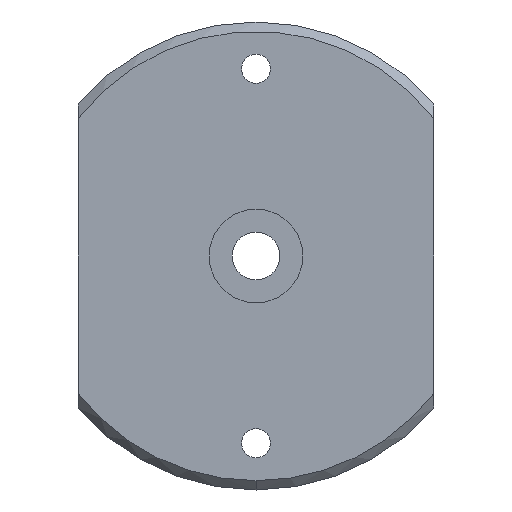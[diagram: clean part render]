
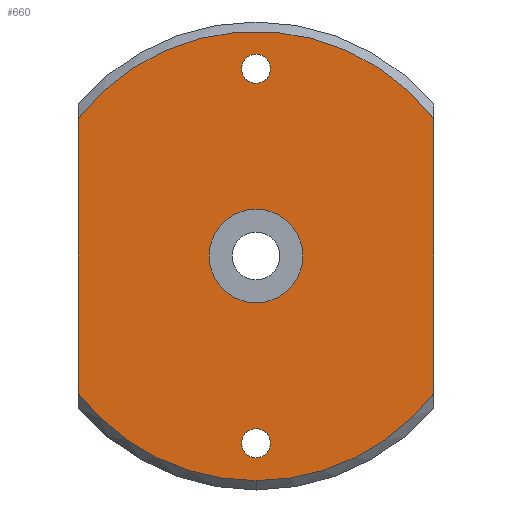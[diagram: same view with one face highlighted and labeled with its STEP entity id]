
A CAD part, left-side view. The second image highlights one B-rep face of the part: STEP entity #660.
In plain terms, the highlighted planar face has unit normal (-1, 0, 0).
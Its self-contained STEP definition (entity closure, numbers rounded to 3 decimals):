
#4 = DIRECTION ( 'NONE',  ( -1., 0., 0. ) ) ;
#5 = CIRCLE ( 'NONE', #547, 1.55 ) ;
#8 = ORIENTED_EDGE ( 'NONE', *, *, #530, .F. ) ;
#18 = VERTEX_POINT ( 'NONE', #1703 ) ;
#27 = CIRCLE ( 'NONE', #1004, 1.55 ) ;
#46 = CARTESIAN_POINT ( 'NONE',  ( 0., 0., -5. ) ) ;
#57 = CIRCLE ( 'NONE', #1408, 1.55 ) ;
#69 = DIRECTION ( 'NONE',  ( 0., 0., 1. ) ) ;
#87 = CIRCLE ( 'NONE', #1813, 1.55 ) ;
#100 = EDGE_CURVE ( 'NONE', #442, #1721, #440, .T. ) ;
#125 = DIRECTION ( 'NONE',  ( -1., 0., 0. ) ) ;
#159 = ORIENTED_EDGE ( 'NONE', *, *, #991, .F. ) ;
#187 = AXIS2_PLACEMENT_3D ( 'NONE', #403, #125, #1837 ) ;
#188 = VERTEX_POINT ( 'NONE', #252 ) ;
#221 = EDGE_CURVE ( 'NONE', #18, #336, #1324, .T. ) ;
#234 = ORIENTED_EDGE ( 'NONE', *, *, #100, .T. ) ;
#252 = CARTESIAN_POINT ( 'NONE',  ( 0., 0., 21.55 ) ) ;
#254 = CIRCLE ( 'NONE', #562, 5. ) ;
#265 = ORIENTED_EDGE ( 'NONE', *, *, #1305, .T. ) ;
#270 = CARTESIAN_POINT ( 'NONE',  ( 0., 0., 20. ) ) ;
#283 = DIRECTION ( 'NONE',  ( 0., 0., -1. ) ) ;
#292 = AXIS2_PLACEMENT_3D ( 'NONE', #1012, #308, #283 ) ;
#306 = FACE_BOUND ( 'NONE', #558, .T. ) ;
#308 = DIRECTION ( 'NONE',  ( 1., 0., 0. ) ) ;
#321 = DIRECTION ( 'NONE',  ( 0., 0., -1. ) ) ;
#336 = VERTEX_POINT ( 'NONE', #762 ) ;
#384 = VERTEX_POINT ( 'NONE', #1378 ) ;
#386 = VERTEX_POINT ( 'NONE', #1386 ) ;
#391 = EDGE_CURVE ( 'NONE', #1715, #563, #254, .T. ) ;
#396 = DIRECTION ( 'NONE',  ( -1., 0., 0. ) ) ;
#403 = CARTESIAN_POINT ( 'NONE',  ( 0., 0., 0. ) ) ;
#412 = CIRCLE ( 'NONE', #636, 24. ) ;
#431 = DIRECTION ( 'NONE',  ( 0., 0., -1. ) ) ;
#439 = LINE ( 'NONE', #1396, #1483 ) ;
#440 = CIRCLE ( 'NONE', #1269, 24. ) ;
#442 = VERTEX_POINT ( 'NONE', #515 ) ;
#458 = LINE ( 'NONE', #564, #1307 ) ;
#466 = ORIENTED_EDGE ( 'NONE', *, *, #830, .F. ) ;
#515 = CARTESIAN_POINT ( 'NONE',  ( 0., -19., 14.663 ) ) ;
#517 = EDGE_LOOP ( 'NONE', ( #1383, #1860 ) ) ;
#523 = CIRCLE ( 'NONE', #187, 5. ) ;
#526 = FACE_BOUND ( 'NONE', #517, .T. ) ;
#530 = EDGE_CURVE ( 'NONE', #1880, #188, #57, .T. ) ;
#545 = CARTESIAN_POINT ( 'NONE',  ( 0., 0., 0. ) ) ;
#547 = AXIS2_PLACEMENT_3D ( 'NONE', #1276, #396, #69 ) ;
#558 = EDGE_LOOP ( 'NONE', ( #1217, #8 ) ) ;
#562 = AXIS2_PLACEMENT_3D ( 'NONE', #805, #936, #1399 ) ;
#563 = VERTEX_POINT ( 'NONE', #711 ) ;
#564 = CARTESIAN_POINT ( 'NONE',  ( 0., -19., -29.042 ) ) ;
#635 = VERTEX_POINT ( 'NONE', #1868 ) ;
#636 = AXIS2_PLACEMENT_3D ( 'NONE', #839, #1154, #1130 ) ;
#660 = ADVANCED_FACE ( 'NONE', ( #526, #306, #701, #1414 ), #1728, .F. ) ;
#701 = FACE_BOUND ( 'NONE', #1496, .T. ) ;
#711 = CARTESIAN_POINT ( 'NONE',  ( 0., 0., 5. ) ) ;
#727 = DIRECTION ( 'NONE',  ( 0., 0., 1. ) ) ;
#744 = CARTESIAN_POINT ( 'NONE',  ( 0., 0., 18.45 ) ) ;
#762 = CARTESIAN_POINT ( 'NONE',  ( 0., -19., -14.663 ) ) ;
#767 = EDGE_CURVE ( 'NONE', #635, #1721, #439, .T. ) ;
#805 = CARTESIAN_POINT ( 'NONE',  ( 0., 0., 0. ) ) ;
#830 = EDGE_CURVE ( 'NONE', #386, #384, #5, .T. ) ;
#839 = CARTESIAN_POINT ( 'NONE',  ( 0., 0., 0. ) ) ;
#864 = DIRECTION ( 'NONE',  ( -1., 0., 0. ) ) ;
#868 = DIRECTION ( 'NONE',  ( -1., 0., 0. ) ) ;
#936 = DIRECTION ( 'NONE',  ( -1., 0., 0. ) ) ;
#974 = EDGE_CURVE ( 'NONE', #563, #1715, #523, .T. ) ;
#991 = EDGE_CURVE ( 'NONE', #442, #336, #458, .T. ) ;
#1001 = EDGE_CURVE ( 'NONE', #188, #1880, #87, .T. ) ;
#1004 = AXIS2_PLACEMENT_3D ( 'NONE', #1359, #1780, #1818 ) ;
#1012 = CARTESIAN_POINT ( 'NONE',  ( 0., 0., -25. ) ) ;
#1130 = DIRECTION ( 'NONE',  ( 0., 0., -1. ) ) ;
#1154 = DIRECTION ( 'NONE',  ( -1., 0., 0. ) ) ;
#1217 = ORIENTED_EDGE ( 'NONE', *, *, #1001, .F. ) ;
#1228 = CARTESIAN_POINT ( 'NONE',  ( 0., 19., 14.663 ) ) ;
#1252 = AXIS2_PLACEMENT_3D ( 'NONE', #545, #864, #431 ) ;
#1269 = AXIS2_PLACEMENT_3D ( 'NONE', #1330, #4, #321 ) ;
#1276 = CARTESIAN_POINT ( 'NONE',  ( 0., 0., -20. ) ) ;
#1297 = ORIENTED_EDGE ( 'NONE', *, *, #1753, .F. ) ;
#1303 = DIRECTION ( 'NONE',  ( -1., 0., 0. ) ) ;
#1305 = EDGE_CURVE ( 'NONE', #635, #18, #412, .T. ) ;
#1307 = VECTOR ( 'NONE', #1729, 1000. ) ;
#1324 = CIRCLE ( 'NONE', #1252, 24. ) ;
#1330 = CARTESIAN_POINT ( 'NONE',  ( 0., 0., 0. ) ) ;
#1359 = CARTESIAN_POINT ( 'NONE',  ( 0., 0., -20. ) ) ;
#1378 = CARTESIAN_POINT ( 'NONE',  ( 0., 0., -18.45 ) ) ;
#1383 = ORIENTED_EDGE ( 'NONE', *, *, #974, .F. ) ;
#1386 = CARTESIAN_POINT ( 'NONE',  ( 0., 0., -21.55 ) ) ;
#1396 = CARTESIAN_POINT ( 'NONE',  ( 0., 19., -29.042 ) ) ;
#1399 = DIRECTION ( 'NONE',  ( 0., 0., 1. ) ) ;
#1408 = AXIS2_PLACEMENT_3D ( 'NONE', #270, #868, #1697 ) ;
#1414 = FACE_OUTER_BOUND ( 'NONE', #1667, .T. ) ;
#1447 = ORIENTED_EDGE ( 'NONE', *, *, #767, .F. ) ;
#1483 = VECTOR ( 'NONE', #1662, 1000. ) ;
#1496 = EDGE_LOOP ( 'NONE', ( #1297, #466 ) ) ;
#1498 = ORIENTED_EDGE ( 'NONE', *, *, #221, .T. ) ;
#1662 = DIRECTION ( 'NONE',  ( 0., 0., 1. ) ) ;
#1667 = EDGE_LOOP ( 'NONE', ( #234, #1447, #265, #1498, #159 ) ) ;
#1697 = DIRECTION ( 'NONE',  ( 0., 0., 1. ) ) ;
#1703 = CARTESIAN_POINT ( 'NONE',  ( 0., 0., -24. ) ) ;
#1715 = VERTEX_POINT ( 'NONE', #46 ) ;
#1721 = VERTEX_POINT ( 'NONE', #1228 ) ;
#1728 = PLANE ( 'NONE',  #292 ) ;
#1729 = DIRECTION ( 'NONE',  ( 0., 0., -1. ) ) ;
#1753 = EDGE_CURVE ( 'NONE', #384, #386, #27, .T. ) ;
#1780 = DIRECTION ( 'NONE',  ( -1., 0., 0. ) ) ;
#1813 = AXIS2_PLACEMENT_3D ( 'NONE', #1858, #1303, #727 ) ;
#1818 = DIRECTION ( 'NONE',  ( 0., 0., 1. ) ) ;
#1837 = DIRECTION ( 'NONE',  ( 0., 0., 1. ) ) ;
#1858 = CARTESIAN_POINT ( 'NONE',  ( 0., 0., 20. ) ) ;
#1860 = ORIENTED_EDGE ( 'NONE', *, *, #391, .F. ) ;
#1868 = CARTESIAN_POINT ( 'NONE',  ( 0., 19., -14.663 ) ) ;
#1880 = VERTEX_POINT ( 'NONE', #744 ) ;
